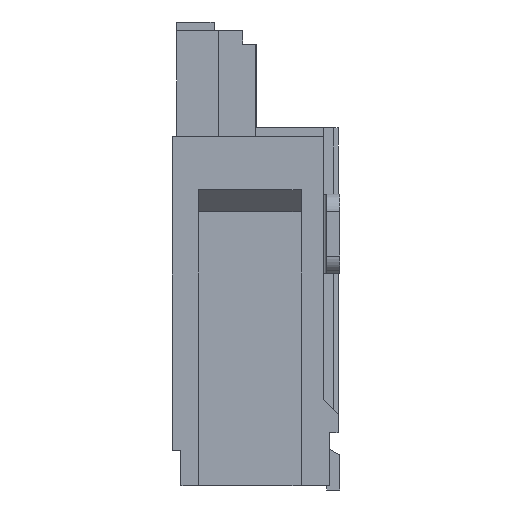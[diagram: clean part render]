
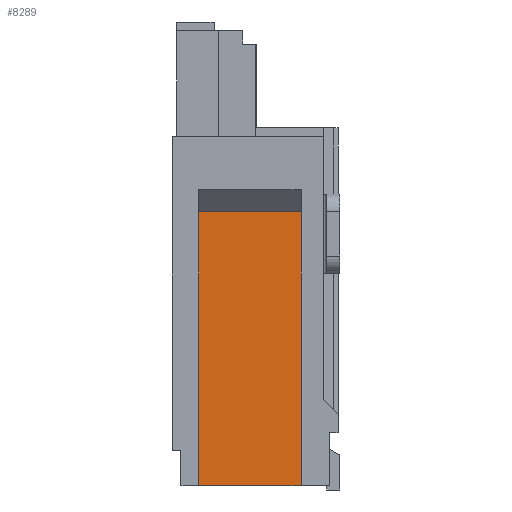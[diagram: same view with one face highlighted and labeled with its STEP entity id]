
A CAD part, left-side view. The second image highlights one B-rep face of the part: STEP entity #8289.
In plain terms, the highlighted planar face has unit normal (-1, 0, 0).
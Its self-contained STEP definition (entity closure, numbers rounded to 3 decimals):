
#660=FACE_OUTER_BOUND('',#1081,.T.);
#1081=EDGE_LOOP('',(#7293,#7294,#7295,#7296));
#2138=LINE('',#13178,#3209);
#2141=LINE('',#13184,#3212);
#2142=LINE('',#13185,#3213);
#2143=LINE('',#13186,#3214);
#3209=VECTOR('',#10773,1.16);
#3212=VECTOR('',#10778,1.16);
#3213=VECTOR('',#10779,3.1);
#3214=VECTOR('',#10780,3.1);
#4043=VERTEX_POINT('',#13176);
#4044=VERTEX_POINT('',#13177);
#4045=VERTEX_POINT('',#13182);
#4046=VERTEX_POINT('',#13183);
#5162=EDGE_CURVE('',#4043,#4044,#2138,.T.);
#5165=EDGE_CURVE('',#4045,#4046,#2141,.T.);
#5166=EDGE_CURVE('',#4043,#4046,#2142,.T.);
#5167=EDGE_CURVE('',#4044,#4045,#2143,.T.);
#7293=ORIENTED_EDGE('',*,*,#5165,.T.);
#7294=ORIENTED_EDGE('',*,*,#5166,.F.);
#7295=ORIENTED_EDGE('',*,*,#5162,.T.);
#7296=ORIENTED_EDGE('',*,*,#5167,.T.);
#7886=PLANE('',#8820);
#8289=ADVANCED_FACE('',(#660),#7886,.F.);
#8820=AXIS2_PLACEMENT_3D('',#13181,#10776,#10777);
#10773=DIRECTION('',(0.,-1.,0.));
#10776=DIRECTION('center_axis',(1.,0.,0.));
#10777=DIRECTION('ref_axis',(0.,-1.,0.));
#10778=DIRECTION('',(0.,1.,0.));
#10779=DIRECTION('',(0.,0.,1.));
#10780=DIRECTION('',(0.,0.,1.));
#13176=CARTESIAN_POINT('',(-3.35,1.58,-4.05));
#13177=CARTESIAN_POINT('',(-3.35,0.42,-4.05));
#13178=CARTESIAN_POINT('',(-3.35,1.58,-4.05));
#13181=CARTESIAN_POINT('Origin',(-3.35,1.58,-4.05));
#13182=CARTESIAN_POINT('',(-3.35,0.42,-0.95));
#13183=CARTESIAN_POINT('',(-3.35,1.58,-0.95));
#13184=CARTESIAN_POINT('',(-3.35,0.42,-0.95));
#13185=CARTESIAN_POINT('',(-3.35,1.58,-4.05));
#13186=CARTESIAN_POINT('',(-3.35,0.42,-4.05));
